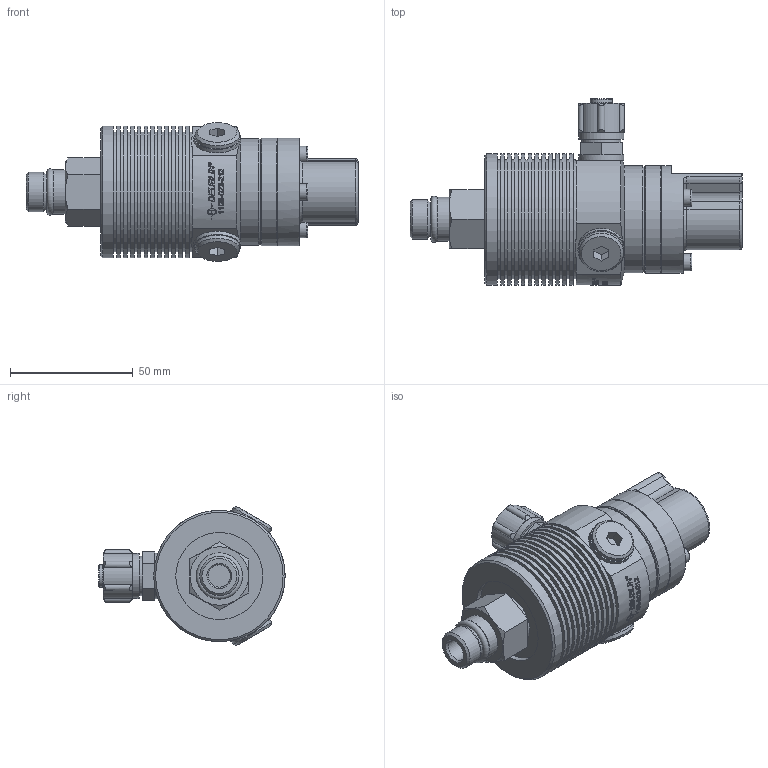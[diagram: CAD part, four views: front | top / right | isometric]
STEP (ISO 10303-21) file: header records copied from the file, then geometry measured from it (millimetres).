
FILE_DESCRIPTION(/* description */ (''),/* implementation_level */ '2;1');
FILE_NAME(/* name */ '1109-023-212-IC.stp',/* time_stamp */ '2020-05-21T14:12:44-05:00',/* author */ ('GALINDOLM'),/* organization */ (''),/* preprocessor_version */ 'ST-DEVELOPER v18',/* originating_system */ 'Autodesk Inventor 2020',/* authorisation */ '');
FILE_SCHEMA (('AUTOMOTIVE_DESIGN { 1 0 10303 214 3 1 1 }'));
Length unit declared in the file: millimetre
Products named in the file (1): 1109-023-212-IC_Shrinkwrap_1
Bounding box: 135.15 x 75.74 x 56.51 mm (x, y, z)
Volume: 179802.1 mm3; surface area: 38800.5 mm2
Topology: 1 solids, 2 shells, 550 faces, 1390 edges, 922 vertices
Faces by surface type: plane 211, bspline 179, cylinder 112, cone 31, torus 17
Full cylindrical faces by diameter (mm): 6.858 x3, 7.9 x1, 9 x2, 9.525 x1, 11.2 x1, 11.445 x2, 11.6 x1, 13.2 x1, 13.6 x1, 14.917 x1, 16 x2, 17.993 x1, 18 x2, 18.29 x1, 18.4 x2, 19 x2, 21.4 x1, 35.459 x1, 43.6 x1, 43.76 x2, 48.509 x12, 53.47 x12
Entity records: 21370 total; most frequent: CARTESIAN_POINT 8613, ORIENTED_EDGE 2776, DIRECTION 2159, EDGE_CURVE 1388, VERTEX_POINT 922, AXIS2_PLACEMENT_3D 797, EDGE_LOOP 634, LINE 565
